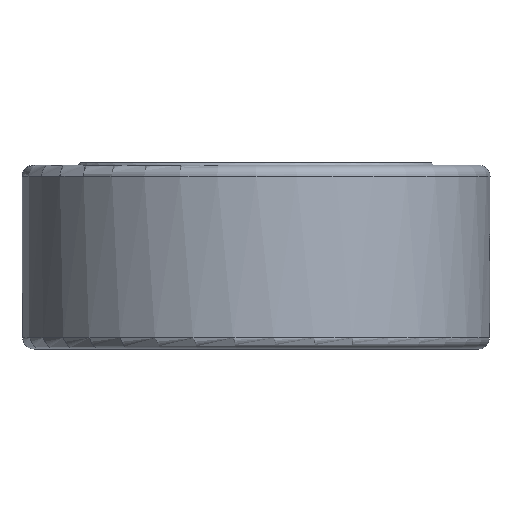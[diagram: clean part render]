
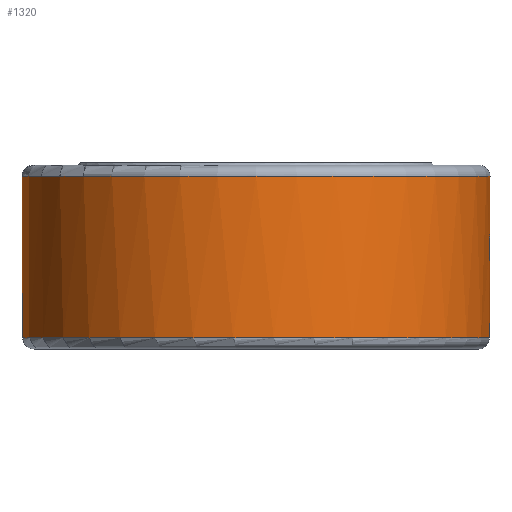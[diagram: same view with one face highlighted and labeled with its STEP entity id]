
A CAD part, left-side view. The second image highlights one B-rep face of the part: STEP entity #1320.
In plain terms, the highlighted cylindrical face has radius 42 mm (diameter 84 mm), a full revolution.
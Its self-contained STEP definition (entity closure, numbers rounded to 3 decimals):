
#94=FACE_BOUND('',#307,.T.);
#95=FACE_BOUND('',#308,.T.);
#96=FACE_BOUND('',#309,.T.);
#168=B_SPLINE_CURVE_WITH_KNOTS('',3,(#2136,#2137,#2138,#2139,#2140,#2141,
#2142,#2143,#2144,#2145,#2146,#2147,#2148,#2149,#2150,#2151,#2152,#2153,
#2154,#2155,#2156,#2157,#2158,#2159,#2160,#2161,#2162,#2163,#2164,#2165,
#2166,#2167,#2168,#2169),.UNSPECIFIED.,.T.,.F.,(4,2,2,2,2,2,2,2,2,2,2,2,
2,2,2,2,4),(-1.809,-1.696,-1.583,-1.47,
-1.357,-1.244,-1.13,-1.017,
-0.904,-0.791,-0.678,-0.565,
-0.452,-0.339,-0.226,-0.113,
0.),.UNSPECIFIED.);
#169=B_SPLINE_CURVE_WITH_KNOTS('',3,(#2174,#2175,#2176,#2177,#2178,#2179,
#2180,#2181,#2182,#2183,#2184,#2185,#2186,#2187,#2188,#2189,#2190,#2191,
#2192,#2193,#2194,#2195,#2196,#2197,#2198,#2199,#2200,#2201,#2202,#2203,
#2204,#2205,#2206,#2207),.UNSPECIFIED.,.T.,.F.,(4,2,2,2,2,2,2,2,2,2,2,2,
2,2,2,2,4),(-1.809,-1.696,-1.583,-1.47,
-1.357,-1.244,-1.13,-1.017,
-0.904,-0.791,-0.678,-0.565,
-0.452,-0.339,-0.226,-0.113,
0.),.UNSPECIFIED.);
#204=FACE_OUTER_BOUND('',#306,.T.);
#306=EDGE_LOOP('',(#965));
#307=EDGE_LOOP('',(#966));
#308=EDGE_LOOP('',(#967,#968,#969,#970));
#309=EDGE_LOOP('',(#971));
#472=LINE('',#2273,#512);
#473=LINE('',#2276,#513);
#512=VECTOR('',#1656,8.);
#513=VECTOR('',#1659,8.);
#556=CIRCLE('',#1430,42.);
#557=CIRCLE('',#1431,42.);
#558=CIRCLE('',#1432,42.);
#652=VERTEX_POINT('',#2135);
#654=VERTEX_POINT('',#2173);
#660=VERTEX_POINT('',#2267);
#661=VERTEX_POINT('',#2269);
#662=VERTEX_POINT('',#2270);
#663=VERTEX_POINT('',#2272);
#664=VERTEX_POINT('',#2274);
#781=EDGE_CURVE('',#652,#652,#168,.T.);
#783=EDGE_CURVE('',#654,#654,#169,.T.);
#793=EDGE_CURVE('',#660,#660,#556,.T.);
#794=EDGE_CURVE('',#661,#662,#557,.T.);
#795=EDGE_CURVE('',#661,#663,#472,.T.);
#796=EDGE_CURVE('',#663,#664,#558,.T.);
#797=EDGE_CURVE('',#664,#662,#473,.T.);
#965=ORIENTED_EDGE('',*,*,#793,.F.);
#966=ORIENTED_EDGE('',*,*,#783,.T.);
#967=ORIENTED_EDGE('',*,*,#794,.F.);
#968=ORIENTED_EDGE('',*,*,#795,.T.);
#969=ORIENTED_EDGE('',*,*,#796,.T.);
#970=ORIENTED_EDGE('',*,*,#797,.T.);
#971=ORIENTED_EDGE('',*,*,#781,.T.);
#1275=CYLINDRICAL_SURFACE('',#1429,42.);
#1320=ADVANCED_FACE('',(#204,#94,#95,#96),#1275,.T.);
#1429=AXIS2_PLACEMENT_3D('',#2266,#1650,#1651);
#1430=AXIS2_PLACEMENT_3D('',#2268,#1652,#1653);
#1431=AXIS2_PLACEMENT_3D('',#2271,#1654,#1655);
#1432=AXIS2_PLACEMENT_3D('',#2275,#1657,#1658);
#1650=DIRECTION('center_axis',(0.,1.,0.));
#1651=DIRECTION('ref_axis',(1.,0.,0.));
#1652=DIRECTION('center_axis',(0.,1.,0.));
#1653=DIRECTION('ref_axis',(-1.,0.,0.));
#1654=DIRECTION('center_axis',(0.,-1.,0.));
#1655=DIRECTION('ref_axis',(0.016,0.,-1.));
#1656=DIRECTION('',(0.,1.,0.));
#1657=DIRECTION('center_axis',(0.,1.,0.));
#1658=DIRECTION('ref_axis',(1.,0.,0.));
#1659=DIRECTION('',(0.,-1.,0.));
#2135=CARTESIAN_POINT('',(3.66,1.2,-41.84));
#2136=CARTESIAN_POINT('Ctrl Pts',(-2.339,1.2,-41.935));
#2137=CARTESIAN_POINT('Ctrl Pts',(-2.339,0.823,-41.935));
#2138=CARTESIAN_POINT('Ctrl Pts',(-2.264,0.421,-41.939));
#2139=CARTESIAN_POINT('Ctrl Pts',(-1.957,-0.318,
-41.955));
#2140=CARTESIAN_POINT('Ctrl Pts',(-1.726,-0.655,
-41.965));
#2141=CARTESIAN_POINT('Ctrl Pts',(-1.193,-1.188,-41.984));
#2142=CARTESIAN_POINT('Ctrl Pts',(-0.856,-1.418,
-41.993));
#2143=CARTESIAN_POINT('Ctrl Pts',(-0.117,-1.725,
-42.001));
#2144=CARTESIAN_POINT('Ctrl Pts',(0.285,-1.8,-42.001));
#2145=CARTESIAN_POINT('Ctrl Pts',(1.039,-1.8,-41.989));
#2146=CARTESIAN_POINT('Ctrl Pts',(1.441,-1.725,-41.977));
#2147=CARTESIAN_POINT('Ctrl Pts',(2.179,-1.418,-41.945));
#2148=CARTESIAN_POINT('Ctrl Pts',(2.516,-1.188,-41.925));
#2149=CARTESIAN_POINT('Ctrl Pts',(3.048,-0.655,-41.89));
#2150=CARTESIAN_POINT('Ctrl Pts',(3.279,-0.318,-41.872));
#2151=CARTESIAN_POINT('Ctrl Pts',(3.585,0.421,-41.847));
#2152=CARTESIAN_POINT('Ctrl Pts',(3.66,0.823,-41.84));
#2153=CARTESIAN_POINT('Ctrl Pts',(3.66,1.577,-41.84));
#2154=CARTESIAN_POINT('Ctrl Pts',(3.585,1.979,-41.847));
#2155=CARTESIAN_POINT('Ctrl Pts',(3.279,2.718,-41.872));
#2156=CARTESIAN_POINT('Ctrl Pts',(3.048,3.055,-41.89));
#2157=CARTESIAN_POINT('Ctrl Pts',(2.516,3.588,-41.925));
#2158=CARTESIAN_POINT('Ctrl Pts',(2.179,3.818,-41.945));
#2159=CARTESIAN_POINT('Ctrl Pts',(1.441,4.125,-41.977));
#2160=CARTESIAN_POINT('Ctrl Pts',(1.039,4.2,-41.989));
#2161=CARTESIAN_POINT('Ctrl Pts',(0.285,4.2,-42.001));
#2162=CARTESIAN_POINT('Ctrl Pts',(-0.117,4.125,-42.001));
#2163=CARTESIAN_POINT('Ctrl Pts',(-0.856,3.818,-41.993));
#2164=CARTESIAN_POINT('Ctrl Pts',(-1.193,3.588,-41.984));
#2165=CARTESIAN_POINT('Ctrl Pts',(-1.726,3.055,-41.965));
#2166=CARTESIAN_POINT('Ctrl Pts',(-1.957,2.718,-41.955));
#2167=CARTESIAN_POINT('Ctrl Pts',(-2.264,1.979,-41.939));
#2168=CARTESIAN_POINT('Ctrl Pts',(-2.339,1.577,-41.935));
#2169=CARTESIAN_POINT('Ctrl Pts',(-2.339,1.2,-41.935));
#2173=CARTESIAN_POINT('',(2.339,1.2,41.935));
#2174=CARTESIAN_POINT('Ctrl Pts',(2.339,1.2,41.935));
#2175=CARTESIAN_POINT('Ctrl Pts',(2.339,0.823,41.935));
#2176=CARTESIAN_POINT('Ctrl Pts',(2.264,0.421,41.939));
#2177=CARTESIAN_POINT('Ctrl Pts',(1.957,-0.318,41.955));
#2178=CARTESIAN_POINT('Ctrl Pts',(1.726,-0.655,41.965));
#2179=CARTESIAN_POINT('Ctrl Pts',(1.193,-1.188,41.984));
#2180=CARTESIAN_POINT('Ctrl Pts',(0.856,-1.418,41.993));
#2181=CARTESIAN_POINT('Ctrl Pts',(0.117,-1.725,42.001));
#2182=CARTESIAN_POINT('Ctrl Pts',(-0.285,-1.8,
42.001));
#2183=CARTESIAN_POINT('Ctrl Pts',(-1.039,-1.8,41.989));
#2184=CARTESIAN_POINT('Ctrl Pts',(-1.441,-1.725,41.977));
#2185=CARTESIAN_POINT('Ctrl Pts',(-2.179,-1.418,41.945));
#2186=CARTESIAN_POINT('Ctrl Pts',(-2.516,-1.188,41.925));
#2187=CARTESIAN_POINT('Ctrl Pts',(-3.048,-0.655,
41.89));
#2188=CARTESIAN_POINT('Ctrl Pts',(-3.279,-0.318,
41.872));
#2189=CARTESIAN_POINT('Ctrl Pts',(-3.585,0.421,41.847));
#2190=CARTESIAN_POINT('Ctrl Pts',(-3.66,0.823,41.84));
#2191=CARTESIAN_POINT('Ctrl Pts',(-3.66,1.577,41.84));
#2192=CARTESIAN_POINT('Ctrl Pts',(-3.585,1.979,41.847));
#2193=CARTESIAN_POINT('Ctrl Pts',(-3.279,2.718,41.872));
#2194=CARTESIAN_POINT('Ctrl Pts',(-3.048,3.055,41.89));
#2195=CARTESIAN_POINT('Ctrl Pts',(-2.516,3.588,41.925));
#2196=CARTESIAN_POINT('Ctrl Pts',(-2.179,3.818,41.945));
#2197=CARTESIAN_POINT('Ctrl Pts',(-1.441,4.125,41.977));
#2198=CARTESIAN_POINT('Ctrl Pts',(-1.039,4.2,41.989));
#2199=CARTESIAN_POINT('Ctrl Pts',(-0.285,4.2,42.001));
#2200=CARTESIAN_POINT('Ctrl Pts',(0.117,4.125,42.001));
#2201=CARTESIAN_POINT('Ctrl Pts',(0.856,3.818,41.993));
#2202=CARTESIAN_POINT('Ctrl Pts',(1.193,3.588,41.984));
#2203=CARTESIAN_POINT('Ctrl Pts',(1.726,3.055,41.965));
#2204=CARTESIAN_POINT('Ctrl Pts',(1.957,2.718,41.955));
#2205=CARTESIAN_POINT('Ctrl Pts',(2.264,1.979,41.939));
#2206=CARTESIAN_POINT('Ctrl Pts',(2.339,1.577,41.935));
#2207=CARTESIAN_POINT('Ctrl Pts',(2.339,1.2,41.935));
#2266=CARTESIAN_POINT('Origin',(0.,-17.,0.));
#2267=CARTESIAN_POINT('',(0.,14.,42.));
#2268=CARTESIAN_POINT('Origin',(0.,14.,0.));
#2269=CARTESIAN_POINT('',(-4.659,-15.,41.741));
#2270=CARTESIAN_POINT('',(3.34,-15.,41.867));
#2271=CARTESIAN_POINT('Origin',(0.,-15.,0.));
#2272=CARTESIAN_POINT('',(-4.659,-7.,41.741));
#2273=CARTESIAN_POINT('',(-4.659,-15.,41.741));
#2274=CARTESIAN_POINT('',(3.34,-7.,41.867));
#2275=CARTESIAN_POINT('Origin',(0.,-7.,0.));
#2276=CARTESIAN_POINT('',(3.34,-7.,41.867));
